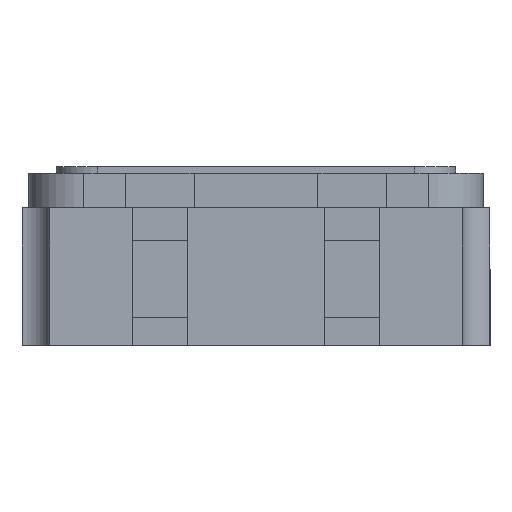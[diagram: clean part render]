
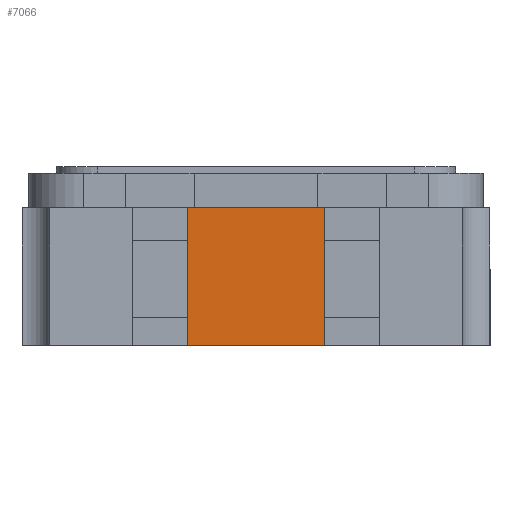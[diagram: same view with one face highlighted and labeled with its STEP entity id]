
A CAD part, front view. The second image highlights one B-rep face of the part: STEP entity #7066.
In plain terms, the highlighted face is planar.
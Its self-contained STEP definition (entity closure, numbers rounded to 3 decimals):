
#619=LINE('',#10742,#1269);
#685=LINE('',#10883,#1335);
#686=LINE('',#10885,#1336);
#687=LINE('',#10887,#1337);
#1269=VECTOR('',#8512,1000.);
#1335=VECTOR('',#8632,1000.);
#1336=VECTOR('',#8635,1000.);
#1337=VECTOR('',#8636,1000.);
#2807=ORIENTED_EDGE('',*,*,#3744,.T.);
#2808=ORIENTED_EDGE('',*,*,#3743,.F.);
#2809=ORIENTED_EDGE('',*,*,#3671,.F.);
#2810=ORIENTED_EDGE('',*,*,#3745,.T.);
#3671=EDGE_CURVE('',#4255,#4256,#619,.T.);
#3743=EDGE_CURVE('',#4256,#4303,#685,.T.);
#3744=EDGE_CURVE('',#4304,#4303,#686,.T.);
#3745=EDGE_CURVE('',#4255,#4304,#687,.T.);
#4255=VERTEX_POINT('',#10741);
#4256=VERTEX_POINT('',#10743);
#4303=VERTEX_POINT('',#10882);
#4304=VERTEX_POINT('',#10886);
#4732=EDGE_LOOP('',(#2807,#2808,#2809,#2810));
#5049=FACE_BOUND('',#4732,.T.);
#5330=PLANE('',#7408);
#7066=ADVANCED_FACE('',(#5049),#5330,.F.);
#7408=AXIS2_PLACEMENT_3D('',#10884,#8633,#8634);
#8512=DIRECTION('',(0.,1.,0.));
#8632=DIRECTION('',(0.,0.,-1.));
#8633=DIRECTION('',(-1.,0.,0.));
#8634=DIRECTION('',(0.,-1.,0.));
#8635=DIRECTION('',(0.,1.,0.));
#8636=DIRECTION('',(0.,0.,-1.));
#10741=CARTESIAN_POINT('',(2.6,-0.5,1.));
#10742=CARTESIAN_POINT('',(2.6,-0.5,1.));
#10743=CARTESIAN_POINT('',(2.6,0.5,1.));
#10882=CARTESIAN_POINT('',(2.6,0.5,0.));
#10883=CARTESIAN_POINT('',(2.6,0.5,1.));
#10884=CARTESIAN_POINT('',(2.6,-0.5,1.));
#10885=CARTESIAN_POINT('',(2.6,-0.5,0.));
#10886=CARTESIAN_POINT('',(2.6,-0.5,0.));
#10887=CARTESIAN_POINT('',(2.6,-0.5,1.));
